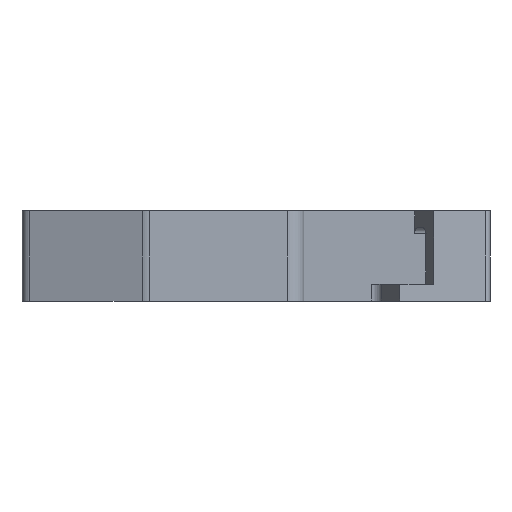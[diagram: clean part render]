
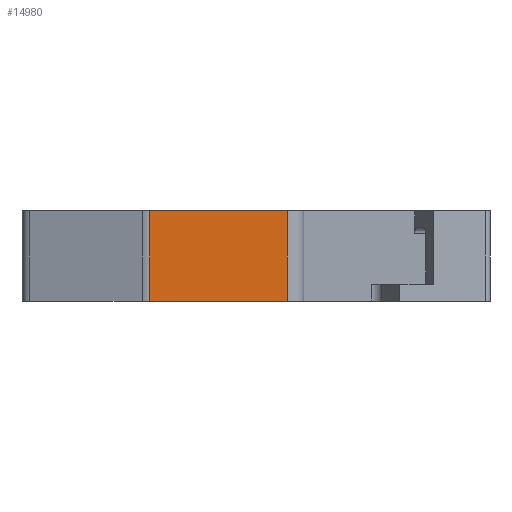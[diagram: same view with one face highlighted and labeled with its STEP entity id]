
A CAD part, left-side view. The second image highlights one B-rep face of the part: STEP entity #14980.
In plain terms, the highlighted planar face has unit normal (-1, 0, 0).
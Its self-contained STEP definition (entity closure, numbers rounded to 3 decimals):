
#3980=CARTESIAN_POINT('',(303.985,556.839,-8.));
#3990=VERTEX_POINT('',#3980);
#4020=CARTESIAN_POINT('',(303.985,0.,-8.));
#4030=DIRECTION('',(0.,-1.,0.));
#4040=VECTOR('',#4030,1.);
#4050=LINE('',#4020,#4040);
#4060=CARTESIAN_POINT('',(303.985,544.682,-8.));
#4070=VERTEX_POINT('',#4060);
#4080=EDGE_CURVE('',#3990,#4070,#4050,.T.);
#11280=CARTESIAN_POINT('',(303.985,544.682,
0.));
#11290=VERTEX_POINT('',#11280);
#11320=CARTESIAN_POINT('',(303.985,0.,0.));
#11330=DIRECTION('',(0.,1.,0.));
#11340=VECTOR('',#11330,1.);
#11350=LINE('',#11320,#11340);
#11360=CARTESIAN_POINT('',(303.985,556.839,
0.));
#11370=VERTEX_POINT('',#11360);
#11380=EDGE_CURVE('',#11290,#11370,#11350,.T.);
#14770=CARTESIAN_POINT('',(303.985,557.253,0.));
#14780=DIRECTION('',(-1.,0.,0.));
#14790=DIRECTION('',(0.,1.,0.));
#14800=AXIS2_PLACEMENT_3D('',#14770,#14780,#14790);
#14810=PLANE('',#14800);
#14820=CARTESIAN_POINT('',(303.985,544.682,0.));
#14830=DIRECTION('',(0.,0.,-1.));
#14840=VECTOR('',#14830,1.);
#14850=LINE('',#14820,#14840);
#14860=EDGE_CURVE('',#11290,#4070,#14850,.T.);
#14870=ORIENTED_EDGE('',*,*,#14860,.F.);
#14880=ORIENTED_EDGE('',*,*,#4080,.T.);
#14890=CARTESIAN_POINT('',(303.985,556.839,0.));
#14900=DIRECTION('',(0.,0.,1.));
#14910=VECTOR('',#14900,1.);
#14920=LINE('',#14890,#14910);
#14930=EDGE_CURVE('',#3990,#11370,#14920,.T.);
#14940=ORIENTED_EDGE('',*,*,#14930,.F.);
#14950=ORIENTED_EDGE('',*,*,#11380,.T.);
#14960=EDGE_LOOP('',(#14950,#14940,#14880,#14870));
#14970=FACE_OUTER_BOUND('',#14960,.T.);
#14980=ADVANCED_FACE('',(#14970),#14810,.T.);
